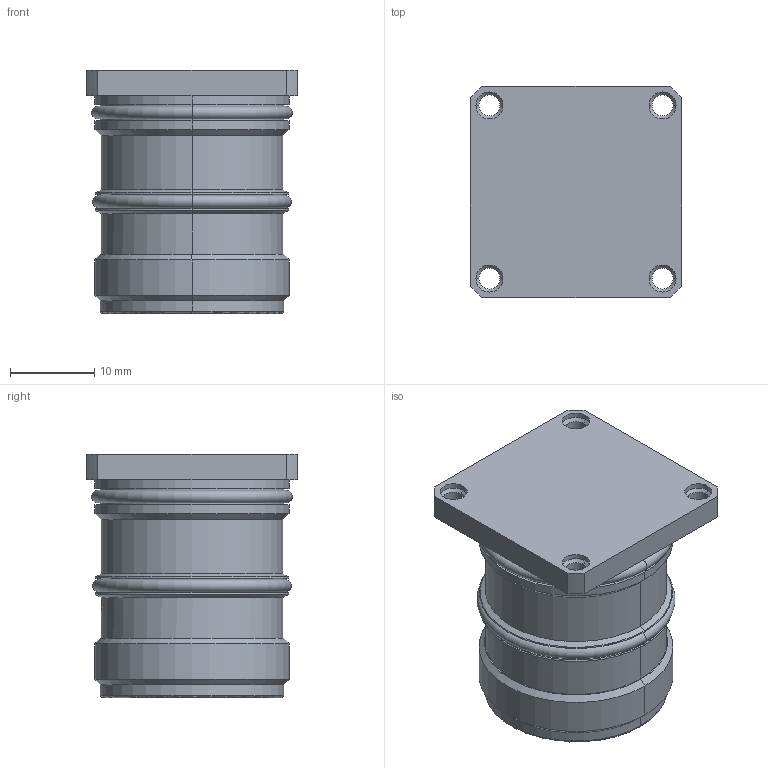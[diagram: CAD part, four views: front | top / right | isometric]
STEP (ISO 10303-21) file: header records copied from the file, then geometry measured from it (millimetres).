
FILE_DESCRIPTION((''),'2;1');
FILE_NAME('RC-0000000E000','2015-06-08T',('skraut'),(''),'PRO/ENGINEER BY PARAMETRIC TECHNOLOGY CORPORATION, 2014200','PRO/ENGINEER BY PARAMETRIC TECHNOLOGY CORPORATION, 2014200','');
FILE_SCHEMA(('AUTOMOTIVE_DESIGN { 1 0 10303 214 1 1 1 1 }'));
Length unit declared in the file: millimetre
Products named in the file (1): RC-0000000E000
Bounding box: 25 x 25 x 28.8 mm (x, y, z)
Volume: 11783.5 mm3; surface area: 3805.1 mm2
Topology: 1 solids, 1 shells, 95 faces, 209 edges, 122 vertices
Faces by surface type: cylinder 42, cone 28, plane 13, torus 10, extrusion 2
Entity records: 2889 total; most frequent: CARTESIAN_POINT 564, DIRECTION 503, ORIENTED_EDGE 418, AXIS2_PLACEMENT_3D 209, EDGE_CURVE 209, VERTEX_POINT 122, CIRCLE 116, EDGE_LOOP 109
